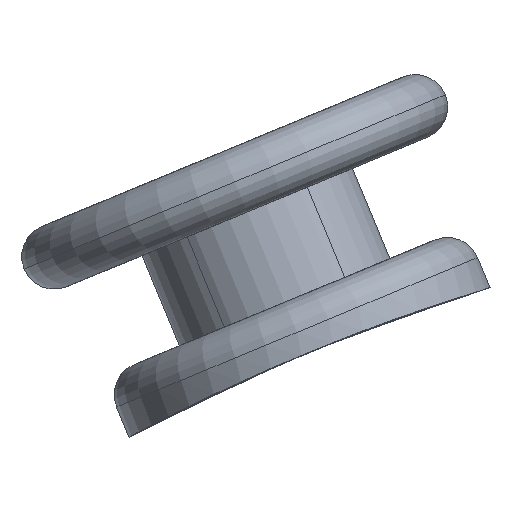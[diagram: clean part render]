
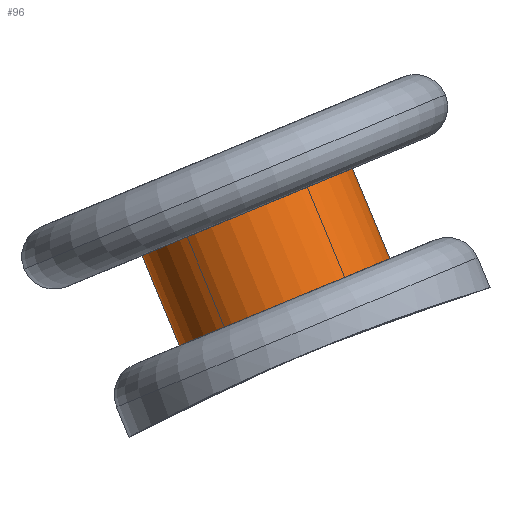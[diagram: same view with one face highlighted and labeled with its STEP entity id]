
A CAD part, front view. The second image highlights one B-rep face of the part: STEP entity #96.
In plain terms, the highlighted cylindrical face has radius 3.5 mm (diameter 7 mm), a partial arc.
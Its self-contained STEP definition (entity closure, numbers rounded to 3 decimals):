
#64=CYLINDRICAL_SURFACE('',#673,3.5);
#96=ADVANCED_FACE('',(#132),#64,.T.);
#132=FACE_OUTER_BOUND('',#176,.F.);
#176=EDGE_LOOP('',(#299,#300,#301,#302));
#299=ORIENTED_EDGE('',*,*,#459,.T.);
#300=ORIENTED_EDGE('',*,*,#460,.F.);
#301=ORIENTED_EDGE('',*,*,#461,.F.);
#302=ORIENTED_EDGE('',*,*,#462,.F.);
#391=CIRCLE('',#651,3.5);
#392=CIRCLE('',#652,3.5);
#459=EDGE_CURVE('',#531,#530,#488,.T.);
#460=EDGE_CURVE('',#529,#530,#391,.T.);
#461=EDGE_CURVE('',#528,#529,#489,.T.);
#462=EDGE_CURVE('',#531,#528,#392,.T.);
#488=LINE('',#1091,#504);
#489=LINE('',#1093,#505);
#504=VECTOR('',#816,3.);
#505=VECTOR('',#819,3.);
#528=VERTEX_POINT('',#1019);
#529=VERTEX_POINT('',#1020);
#530=VERTEX_POINT('',#1021);
#531=VERTEX_POINT('',#1022);
#651=AXIS2_PLACEMENT_3D('',#1092,#817,#818);
#652=AXIS2_PLACEMENT_3D('',#1094,#820,#821);
#673=AXIS2_PLACEMENT_3D('',#1146,#862,#863);
#816=DIRECTION('',(0.383,0.,-0.924));
#817=DIRECTION('',(-0.383,0.,0.924));
#818=DIRECTION('',(-0.924,0.,-0.383));
#819=DIRECTION('',(0.383,0.,-0.924));
#820=DIRECTION('',(0.383,0.,-0.924));
#821=DIRECTION('',(0.924,0.,0.383));
#862=DIRECTION('',(0.383,0.,-0.924));
#863=DIRECTION('',(0.92,0.087,0.381));
#1019=CARTESIAN_POINT('',(-28.57,100.,59.828));
#1020=CARTESIAN_POINT('',(-27.422,100.,57.056));
#1021=CARTESIAN_POINT('',(-20.955,100.,59.735));
#1022=CARTESIAN_POINT('',(-22.103,100.,62.506));
#1091=CARTESIAN_POINT('',(-22.103,100.,62.506));
#1092=CARTESIAN_POINT('',(-24.188,100.,58.395));
#1093=CARTESIAN_POINT('',(-28.57,100.,59.828));
#1094=CARTESIAN_POINT('',(-25.336,100.,61.167));
#1146=CARTESIAN_POINT('',(-24.131,100.,58.257));
